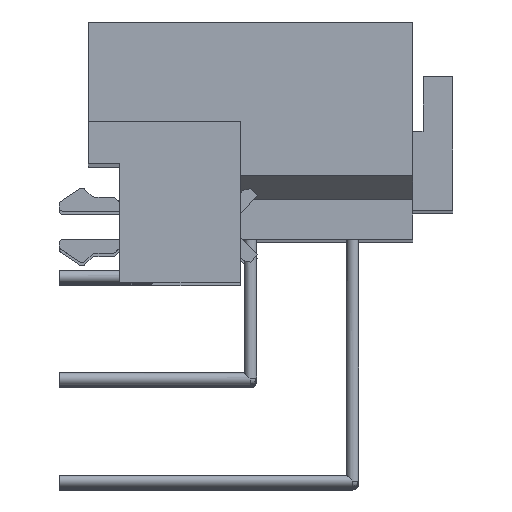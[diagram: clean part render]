
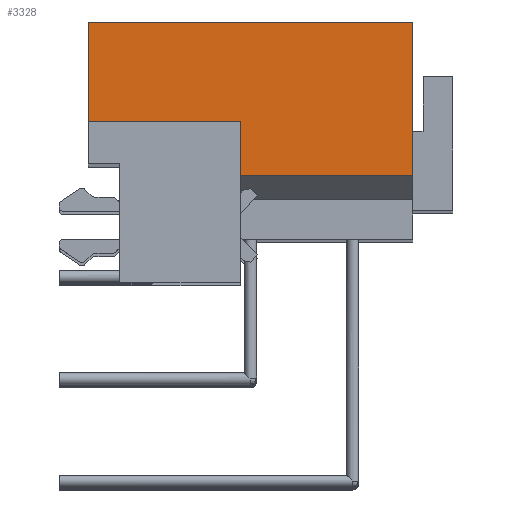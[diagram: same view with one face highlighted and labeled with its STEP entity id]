
A CAD part, top view. The second image highlights one B-rep face of the part: STEP entity #3328.
In plain terms, the highlighted planar face has unit normal (0, 0, 1).
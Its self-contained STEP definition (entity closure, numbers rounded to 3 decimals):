
#2571=FACE_OUTER_BOUND('',#5266,.T.);
#3328=ADVANCED_FACE('',(#2571),#3720,.T.);
#3720=PLANE('',#13741);
#5266=EDGE_LOOP('',(#7404,#7405,#7406,#7407,#7408,#7409));
#7404=ORIENTED_EDGE('',*,*,#9937,.T.);
#7405=ORIENTED_EDGE('',*,*,#8874,.T.);
#7406=ORIENTED_EDGE('',*,*,#9936,.F.);
#7407=ORIENTED_EDGE('',*,*,#9938,.T.);
#7408=ORIENTED_EDGE('',*,*,#9933,.T.);
#7409=ORIENTED_EDGE('',*,*,#9939,.T.);
#7954=VERTEX_POINT('',#16832);
#7955=VERTEX_POINT('',#16834);
#8738=VERTEX_POINT('',#19851);
#8741=VERTEX_POINT('',#19856);
#8743=VERTEX_POINT('',#19862);
#8744=VERTEX_POINT('',#19866);
#8874=EDGE_CURVE('',#7955,#7954,#10350,.T.);
#9933=EDGE_CURVE('',#8738,#8741,#11015,.T.);
#9936=EDGE_CURVE('',#8743,#7954,#11018,.T.);
#9937=EDGE_CURVE('',#8744,#7955,#11019,.T.);
#9938=EDGE_CURVE('',#8743,#8738,#11020,.T.);
#9939=EDGE_CURVE('',#8741,#8744,#11021,.T.);
#10350=LINE('',#16833,#11214);
#11015=LINE('',#19857,#11879);
#11018=LINE('',#19863,#11882);
#11019=LINE('',#19865,#11883);
#11020=LINE('',#19867,#11884);
#11021=LINE('',#19868,#11885);
#11214=VECTOR('',#13949,1.);
#11879=VECTOR('',#16222,1.);
#11882=VECTOR('',#16227,1.);
#11883=VECTOR('',#16230,1.);
#11884=VECTOR('',#16231,1.);
#11885=VECTOR('',#16232,1.);
#13741=AXIS2_PLACEMENT_3D('',#19869,#16233,#16234);
#13949=DIRECTION('',(0.,-1.,0.));
#16222=DIRECTION('',(-1.,0.,0.));
#16227=DIRECTION('',(-1.,0.,0.));
#16230=DIRECTION('',(1.,0.,0.));
#16231=DIRECTION('',(0.,1.,0.));
#16232=DIRECTION('',(0.,-1.,0.));
#16233=DIRECTION('',(0.,0.,1.));
#16234=DIRECTION('',(0.,1.,0.));
#16832=CARTESIAN_POINT('',(6.,3.161,87.45));
#16833=CARTESIAN_POINT('',(6.,5.85,87.45));
#16834=CARTESIAN_POINT('',(6.,5.85,87.45));
#19851=CARTESIAN_POINT('',(14.55,10.8,87.45));
#19856=CARTESIAN_POINT('',(-1.55,10.8,87.45));
#19857=CARTESIAN_POINT('',(14.55,10.8,87.45));
#19862=CARTESIAN_POINT('',(14.55,3.161,87.45));
#19863=CARTESIAN_POINT('',(14.55,3.161,87.45));
#19865=CARTESIAN_POINT('',(-1.55,5.85,87.45));
#19866=CARTESIAN_POINT('',(-1.55,5.85,87.45));
#19867=CARTESIAN_POINT('',(14.55,3.161,87.45));
#19868=CARTESIAN_POINT('',(-1.55,10.8,87.45));
#19869=CARTESIAN_POINT('',(14.55,3.161,87.45));
